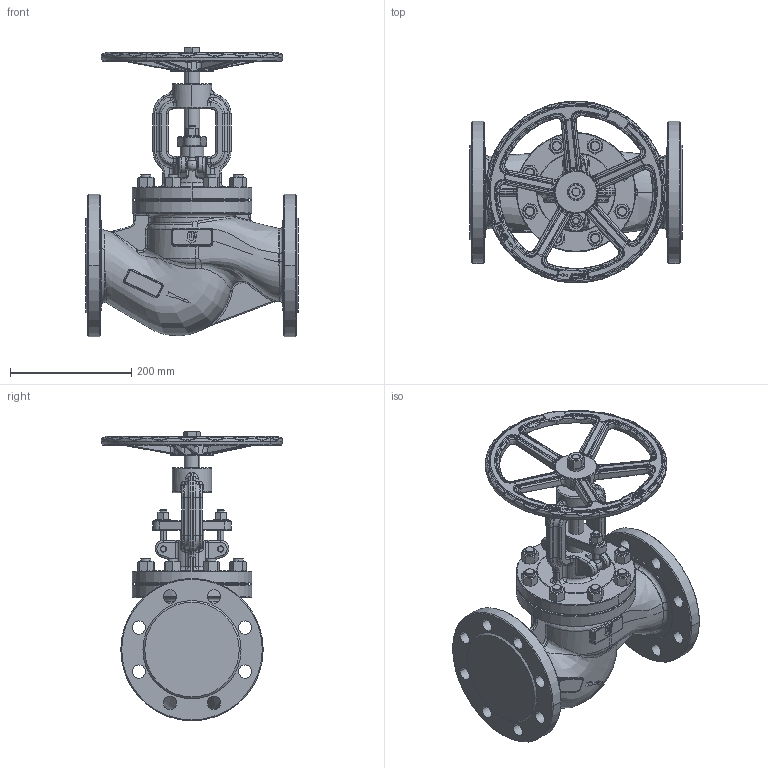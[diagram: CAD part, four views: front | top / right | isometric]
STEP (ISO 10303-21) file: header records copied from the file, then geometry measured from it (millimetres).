
FILE_DESCRIPTION(('HOOPS Exchange Step'),'2;1');
FILE_NAME('AV07_AV08_PN40_DN100.stp','2025-08-04T16:01:54+02:00',('nieru'),('Unknown organisation'),'HOOPS Exchange 2024.2','HOOPS Exchange','Unknown authorisation');
FILE_SCHEMA( ('AP203_CONFIGURATION_CONTROLLED_3D_DESIGN_OF_MECHANICAL_PARTS_AND_ASSEMBLIES_MIM_LF') );
Length unit declared in the file: millimetre
Products named in the file (2): 0; root
Assembly tree (1 placements, depth 2):
  root
    0
Bounding box: 350 x 299.81 x 478 mm (x, y, z)
Volume: 9113239.9 mm3; surface area: 679164.2 mm2
Topology: 1 solids, 1 shells, 2562 faces, 6152 edges, 3564 vertices
Faces by surface type: bspline 1369, plane 463, cylinder 334, cone 286, torus 93, sphere 16, offset 1
Entity records: 172320 total; most frequent: CARTESIAN_POINT 126670, ORIENTED_EDGE 12120, EDGE_CURVE 6060, DIRECTION 5519, B_SPLINE_CURVE_WITH_KNOTS 3808, VERTEX_POINT 3564, EDGE_LOOP 2704, FACE_BOUND 2704
